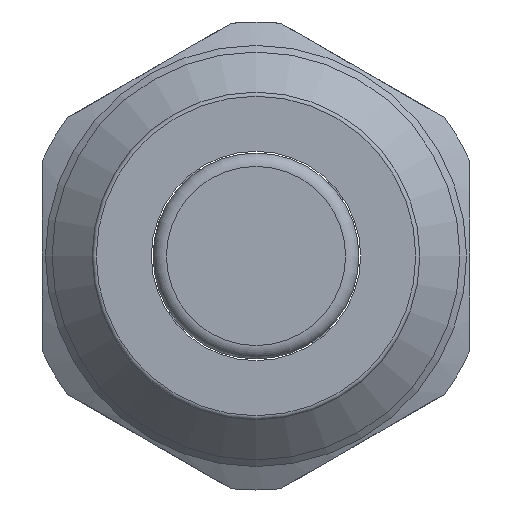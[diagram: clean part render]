
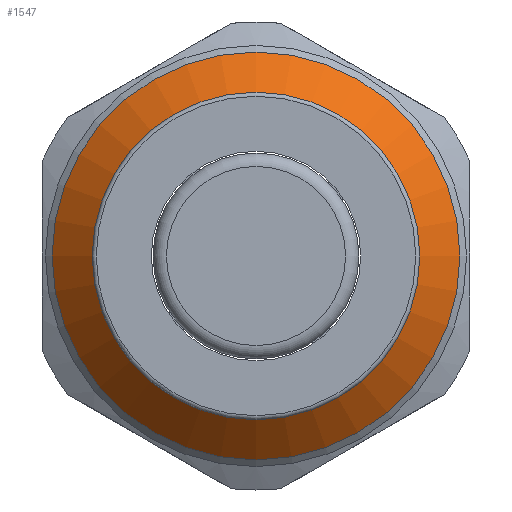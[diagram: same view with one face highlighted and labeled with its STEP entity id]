
A CAD part, left-side view. The second image highlights one B-rep face of the part: STEP entity #1547.
In plain terms, the highlighted conical face has half-angle 45 degrees and reference radius 15.25 mm.
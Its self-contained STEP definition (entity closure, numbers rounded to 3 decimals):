
#102 = EDGE_LOOP ( 'NONE', ( #403 ) ) ;
#168 = CARTESIAN_POINT ( 'NONE',  ( 17.5, 0., 0. ) ) ;
#174 = CONICAL_SURFACE ( 'NONE', #1300, 15.25, 0.785 ) ;
#185 = ORIENTED_EDGE ( 'NONE', *, *, #1728, .F. ) ;
#292 = DIRECTION ( 'NONE',  ( 0., 0., -1. ) ) ;
#297 = CARTESIAN_POINT ( 'NONE',  ( 17.5, 0., 12.25 ) ) ;
#333 = CARTESIAN_POINT ( 'NONE',  ( 20.5, 0., 15.25 ) ) ;
#388 = VERTEX_POINT ( 'NONE', #297 ) ;
#403 = ORIENTED_EDGE ( 'NONE', *, *, #1320, .T. ) ;
#469 = AXIS2_PLACEMENT_3D ( 'NONE', #168, #1840, #835 ) ;
#605 = FACE_BOUND ( 'NONE', #1080, .T. ) ;
#627 = CIRCLE ( 'NONE', #469, 12.25 ) ;
#677 = VERTEX_POINT ( 'NONE', #333 ) ;
#726 = DIRECTION ( 'NONE',  ( -1., 0., 0. ) ) ;
#751 = CARTESIAN_POINT ( 'NONE',  ( 20.5, 0., 0. ) ) ;
#805 = CARTESIAN_POINT ( 'NONE',  ( 20.5, 0., 0. ) ) ;
#835 = DIRECTION ( 'NONE',  ( 0., 0., 1. ) ) ;
#913 = DIRECTION ( 'NONE',  ( 0., 0., 1. ) ) ;
#969 = AXIS2_PLACEMENT_3D ( 'NONE', #751, #726, #913 ) ;
#1080 = EDGE_LOOP ( 'NONE', ( #185 ) ) ;
#1099 = FACE_OUTER_BOUND ( 'NONE', #102, .T. ) ;
#1300 = AXIS2_PLACEMENT_3D ( 'NONE', #805, #1494, #292 ) ;
#1320 = EDGE_CURVE ( 'NONE', #677, #677, #1590, .T. ) ;
#1494 = DIRECTION ( 'NONE',  ( 1., 0., 0. ) ) ;
#1547 = ADVANCED_FACE ( 'NONE', ( #605, #1099 ), #174, .T. ) ;
#1590 = CIRCLE ( 'NONE', #969, 15.25 ) ;
#1728 = EDGE_CURVE ( 'NONE', #388, #388, #627, .T. ) ;
#1840 = DIRECTION ( 'NONE',  ( -1., 0., 0. ) ) ;
